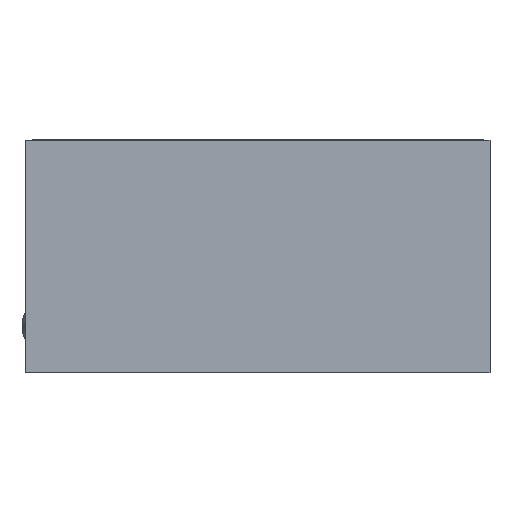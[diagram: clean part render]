
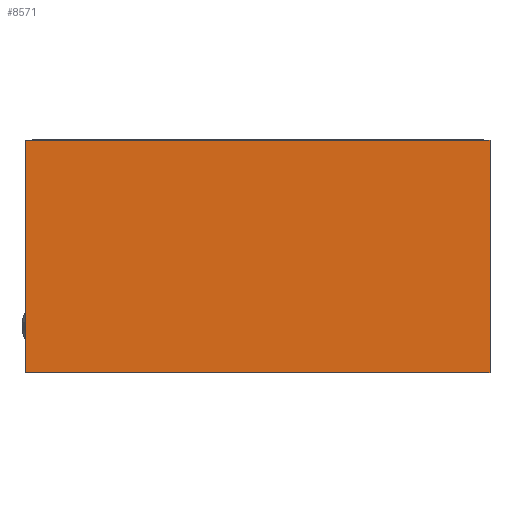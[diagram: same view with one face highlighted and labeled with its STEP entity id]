
A CAD part, front view. The second image highlights one B-rep face of the part: STEP entity #8571.
In plain terms, the highlighted planar face has unit normal (0, -1, 0).
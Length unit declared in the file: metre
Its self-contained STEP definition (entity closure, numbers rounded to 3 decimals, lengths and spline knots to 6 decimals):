
#792=ORIENTED_EDGE('',*,*,#3388,.T.);
#793=ORIENTED_EDGE('',*,*,#3400,.F.);
#794=ORIENTED_EDGE('',*,*,#3401,.F.);
#795=ORIENTED_EDGE('',*,*,#3389,.T.);
#3388=EDGE_CURVE('',#4693,#4695,#5571,.T.);
#3389=EDGE_CURVE('',#4696,#4693,#5572,.T.);
#3400=EDGE_CURVE('',#4704,#4695,#5578,.T.);
#3401=EDGE_CURVE('',#4696,#4704,#5579,.T.);
#4693=VERTEX_POINT('',#10923);
#4695=VERTEX_POINT('',#10927);
#4696=VERTEX_POINT('',#10931);
#4704=VERTEX_POINT('',#10951);
#5571=LINE('',#10928,#6402);
#5572=LINE('',#10930,#6403);
#5578=LINE('',#10952,#6409);
#5579=LINE('',#10954,#6410);
#6402=VECTOR('',#9541,1.);
#6403=VECTOR('',#9544,1.);
#6409=VECTOR('',#9564,1.);
#6410=VECTOR('',#9567,1.);
#7236=EDGE_LOOP('',(#792,#793,#794,#795));
#7781=FACE_BOUND('',#7236,.T.);
#8320=PLANE('',#9265);
#8571=ADVANCED_FACE('',(#7781),#8320,.F.);
#9265=AXIS2_PLACEMENT_3D('',#10953,#9565,#9566);
#9541=DIRECTION('',(-1.,0.,0.));
#9544=DIRECTION('',(0.,0.,1.));
#9564=DIRECTION('',(0.,0.,1.));
#9565=DIRECTION('',(0.,1.,0.));
#9566=DIRECTION('',(0.,0.,1.));
#9567=DIRECTION('',(-1.,0.,0.));
#10923=CARTESIAN_POINT('',(0.0127,-0.009525,0.));
#10927=CARTESIAN_POINT('',(-0.0127,-0.009525,0.));
#10928=CARTESIAN_POINT('',(0.,-0.009525,0.));
#10930=CARTESIAN_POINT('',(0.0127,-0.009525,-0.0127));
#10931=CARTESIAN_POINT('',(0.0127,-0.009525,-0.0127));
#10951=CARTESIAN_POINT('',(-0.0127,-0.009525,-0.0127));
#10952=CARTESIAN_POINT('',(-0.0127,-0.009525,-0.0127));
#10953=CARTESIAN_POINT('',(0.,-0.009525,-0.0127));
#10954=CARTESIAN_POINT('',(0.,-0.009525,-0.0127));
